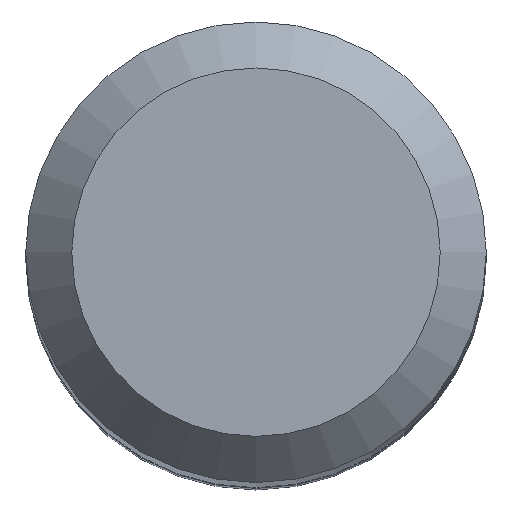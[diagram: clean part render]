
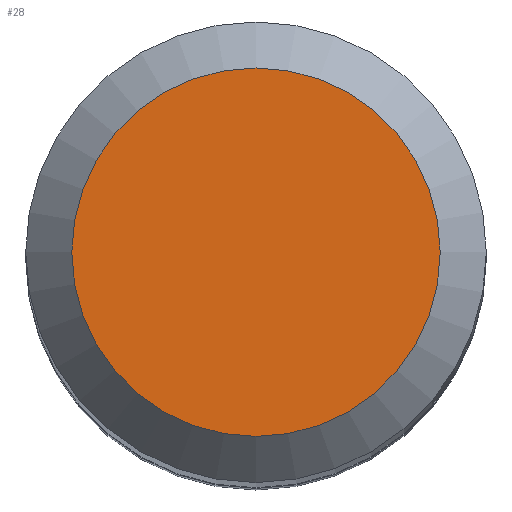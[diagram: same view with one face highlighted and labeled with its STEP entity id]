
A CAD part, top view. The second image highlights one B-rep face of the part: STEP entity #28.
In plain terms, the highlighted planar face has unit normal (0, 0, 1).
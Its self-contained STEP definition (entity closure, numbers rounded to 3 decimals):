
#10 = CARTESIAN_POINT ( 'NONE',  ( 0., 0., 57. ) ) ;
#28 = ADVANCED_FACE ( 'NONE', ( #226 ), #108, .F. ) ;
#49 = DIRECTION ( 'NONE',  ( 0., 0., -1. ) ) ;
#52 = DIRECTION ( 'NONE',  ( 0., 1., 0. ) ) ;
#108 = PLANE ( 'NONE',  #130 ) ;
#120 = CARTESIAN_POINT ( 'NONE',  ( 0., 0., 57. ) ) ;
#129 = DIRECTION ( 'NONE',  ( 0., 0., -1. ) ) ;
#130 = AXIS2_PLACEMENT_3D ( 'NONE', #120, #49, #162 ) ;
#133 = VERTEX_POINT ( 'NONE', #209 ) ;
#143 = CIRCLE ( 'NONE', #157, 2.4 ) ;
#157 = AXIS2_PLACEMENT_3D ( 'NONE', #10, #129, #52 ) ;
#162 = DIRECTION ( 'NONE',  ( 0., 1., 0. ) ) ;
#166 = EDGE_CURVE ( 'NONE', #133, #133, #143, .T. ) ;
#203 = ORIENTED_EDGE ( 'NONE', *, *, #166, .F. ) ;
#209 = CARTESIAN_POINT ( 'NONE',  ( 0., 2.4, 57. ) ) ;
#226 = FACE_OUTER_BOUND ( 'NONE', #250, .T. ) ;
#250 = EDGE_LOOP ( 'NONE', ( #203 ) ) ;
